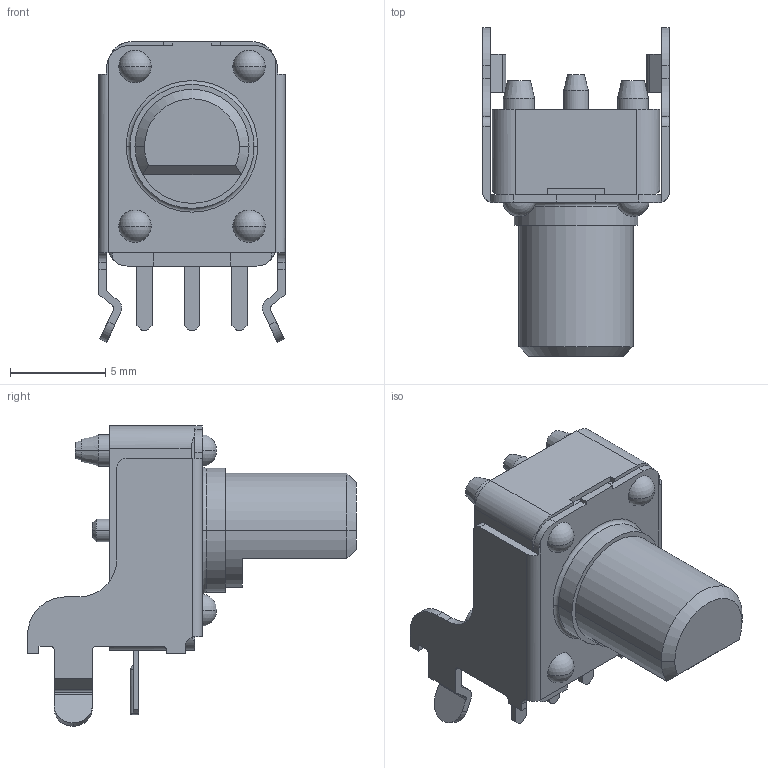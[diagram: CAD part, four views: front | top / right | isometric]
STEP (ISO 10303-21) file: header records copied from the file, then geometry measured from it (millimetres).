
FILE_DESCRIPTION (( 'STEP AP214' ), '1' );
FILE_NAME ('RK09K1110-15.STEP', '2012-01-17T00:25:52', ( '' ), ( '' ), 'SwSTEP 2.0', 'SolidWorks 2010', '' );
FILE_SCHEMA (( 'AUTOMOTIVE_DESIGN' ));
Length unit declared in the file: millimetre
Products named in the file (1): RK09K1110-15
Bounding box: 9.8 x 17.3 x 15.8 mm (x, y, z)
Volume: 763.8 mm3; surface area: 911.6 mm2
Topology: 1 solids, 1 shells, 203 faces, 532 edges, 340 vertices
Faces by surface type: plane 102, cylinder 63, cone 25, sphere 11, torus 2
Entity records: 8489 total; most frequent: CARTESIAN_POINT 1155, DIRECTION 1084, ORIENTED_EDGE 1042, EDGE_CURVE 521, AXIS2_PLACEMENT_3D 377, VERTEX_POINT 340, LINE 330, VECTOR 330
